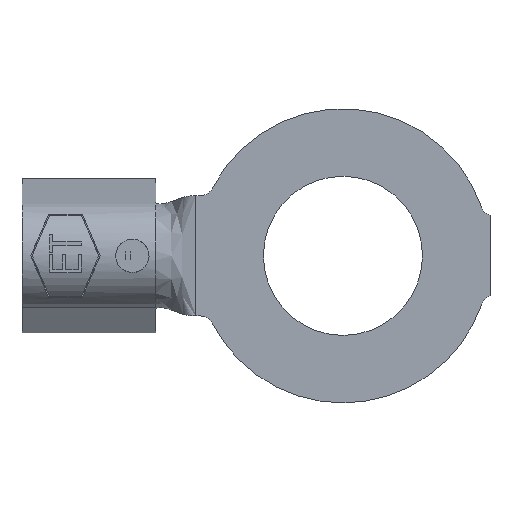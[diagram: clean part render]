
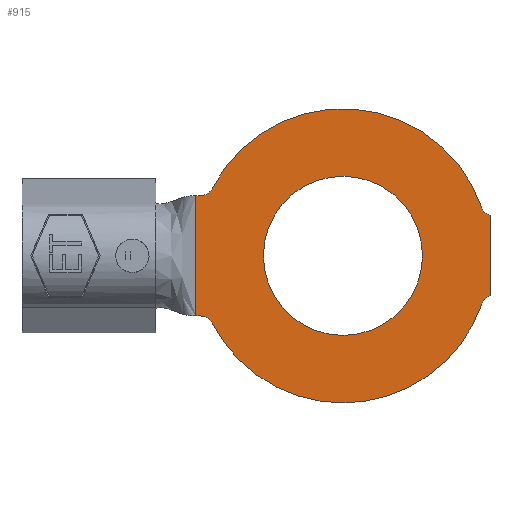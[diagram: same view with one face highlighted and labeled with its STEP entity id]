
A CAD part, front view. The second image highlights one B-rep face of the part: STEP entity #915.
In plain terms, the highlighted planar face has unit normal (0, -1, 0).
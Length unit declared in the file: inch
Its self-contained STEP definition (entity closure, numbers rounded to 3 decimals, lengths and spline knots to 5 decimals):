
#18 = DIRECTION ( 'NONE',  ( 0., 1., 0. ) ) ;
#54 = EDGE_LOOP ( 'NONE', ( #697, #750, #2840, #2091, #1940, #416, #3245, #2521, #213, #2334, #3473 ) ) ;
#107 = CIRCLE ( 'NONE', #1564, 0.11 ) ;
#109 = CARTESIAN_POINT ( 'NONE',  ( -0.10665, 0., -0.055 ) ) ;
#117 = EDGE_CURVE ( 'NONE', #1299, #1824, #2321, .T. ) ;
#141 = DIRECTION ( 'NONE',  ( 0., 0., 1. ) ) ;
#172 = VERTEX_POINT ( 'NONE', #439 ) ;
#213 = ORIENTED_EDGE ( 'NONE', *, *, #1555, .F. ) ;
#227 = VERTEX_POINT ( 'NONE', #1585 ) ;
#228 = CARTESIAN_POINT ( 'NONE',  ( -0.10665, 0., 0.055 ) ) ;
#237 = EDGE_CURVE ( 'NONE', #227, #1807, #1132, .T. ) ;
#293 = EDGE_CURVE ( 'NONE', #1983, #2287, #2369, .T. ) ;
#372 = CARTESIAN_POINT ( 'NONE',  ( 0.10389, 0., 0.03614 ) ) ;
#396 = DIRECTION ( 'NONE',  ( 0., 0., 1. ) ) ;
#402 = AXIS2_PLACEMENT_3D ( 'NONE', #3497, #1830, #141 ) ;
#416 = ORIENTED_EDGE ( 'NONE', *, *, #2270, .T. ) ;
#423 = CARTESIAN_POINT ( 'NONE',  ( 0., 0., 0. ) ) ;
#439 = CARTESIAN_POINT ( 'NONE',  ( 0., 0., 0.0595 ) ) ;
#511 = DIRECTION ( 'NONE',  ( 0., 0., 1. ) ) ;
#515 = FACE_BOUND ( 'NONE', #2758, .T. ) ;
#530 = CARTESIAN_POINT ( 'NONE',  ( -0.09777, 0., 0.05042 ) ) ;
#697 = ORIENTED_EDGE ( 'NONE', *, *, #1542, .F. ) ;
#703 = DIRECTION ( 'NONE',  ( 0., 0., 1. ) ) ;
#723 = CARTESIAN_POINT ( 'NONE',  ( -0.11, 0., 0.045 ) ) ;
#750 = ORIENTED_EDGE ( 'NONE', *, *, #237, .T. ) ;
#788 = DIRECTION ( 'NONE',  ( 0., 1., 0. ) ) ;
#803 = EDGE_CURVE ( 'NONE', #1299, #1807, #1618, .T. ) ;
#806 = CARTESIAN_POINT ( 'NONE',  ( 0., 0., 0. ) ) ;
#822 = DIRECTION ( 'NONE',  ( 1., 0., 0. ) ) ;
#831 = DIRECTION ( 'NONE',  ( 0., 1., 0. ) ) ;
#844 = DIRECTION ( 'NONE',  ( 0., 0., 1. ) ) ;
#850 = CARTESIAN_POINT ( 'NONE',  ( -0.10037, 0., -0.045 ) ) ;
#872 = VECTOR ( 'NONE', #1887, 39.37008 ) ;
#873 = DIRECTION ( 'NONE',  ( 0., 0., 1. ) ) ;
#915 = ADVANCED_FACE ( 'NONE', ( #515, #1831 ), #2242, .F. ) ;
#919 = CARTESIAN_POINT ( 'NONE',  ( -0.11, 0., -0.045 ) ) ;
#1028 = CARTESIAN_POINT ( 'NONE',  ( 0.11334, 0., -0.03943 ) ) ;
#1086 = DIRECTION ( 'NONE',  ( 0., 0., 1. ) ) ;
#1132 = CIRCLE ( 'NONE', #1155, 0.01 ) ;
#1155 = AXIS2_PLACEMENT_3D ( 'NONE', #1028, #3001, #1311 ) ;
#1278 = CARTESIAN_POINT ( 'NONE',  ( 0.11, 0., 0.03 ) ) ;
#1293 = CIRCLE ( 'NONE', #1304, 0.01 ) ;
#1299 = VERTEX_POINT ( 'NONE', #1278 ) ;
#1300 = LINE ( 'NONE', #2511, #2717 ) ;
#1304 = AXIS2_PLACEMENT_3D ( 'NONE', #109, #2081, #396 ) ;
#1311 = DIRECTION ( 'NONE',  ( 0., 0., 1. ) ) ;
#1316 = ORIENTED_EDGE ( 'NONE', *, *, #1941, .T. ) ;
#1317 = VERTEX_POINT ( 'NONE', #723 ) ;
#1345 = CARTESIAN_POINT ( 'NONE',  ( -0.09777, 0., -0.05042 ) ) ;
#1483 = VECTOR ( 'NONE', #2256, 39.37008 ) ;
#1501 = VERTEX_POINT ( 'NONE', #2236 ) ;
#1520 = VERTEX_POINT ( 'NONE', #1976 ) ;
#1542 = EDGE_CURVE ( 'NONE', #227, #1983, #2977, .T. ) ;
#1545 = AXIS2_PLACEMENT_3D ( 'NONE', #806, #2786, #1086 ) ;
#1555 = EDGE_CURVE ( 'NONE', #1501, #3283, #2227, .T. ) ;
#1564 = AXIS2_PLACEMENT_3D ( 'NONE', #2523, #831, #2809 ) ;
#1585 = CARTESIAN_POINT ( 'NONE',  ( 0.10389, 0., -0.03614 ) ) ;
#1608 = AXIS2_PLACEMENT_3D ( 'NONE', #423, #2393, #703 ) ;
#1618 = LINE ( 'NONE', #3550, #872 ) ;
#1634 = EDGE_CURVE ( 'NONE', #1317, #2496, #1300, .T. ) ;
#1701 = CARTESIAN_POINT ( 'NONE',  ( 0., 0., 0. ) ) ;
#1770 = CARTESIAN_POINT ( 'NONE',  ( 0.11, 0., -0.03 ) ) ;
#1807 = VERTEX_POINT ( 'NONE', #1770 ) ;
#1824 = VERTEX_POINT ( 'NONE', #372 ) ;
#1830 = DIRECTION ( 'NONE',  ( 0., 1., 0. ) ) ;
#1831 = FACE_OUTER_BOUND ( 'NONE', #54, .T. ) ;
#1887 = DIRECTION ( 'NONE',  ( 0., 0., -1. ) ) ;
#1940 = ORIENTED_EDGE ( 'NONE', *, *, #2362, .F. ) ;
#1941 = EDGE_CURVE ( 'NONE', #172, #1520, #3314, .T. ) ;
#1963 = CARTESIAN_POINT ( 'NONE',  ( 0., 0., 0. ) ) ;
#1976 = CARTESIAN_POINT ( 'NONE',  ( 0., 0., -0.0595 ) ) ;
#1983 = VERTEX_POINT ( 'NONE', #2146 ) ;
#1984 = DIRECTION ( 'NONE',  ( 0., 0., 1. ) ) ;
#1990 = CARTESIAN_POINT ( 'NONE',  ( -0.11, 0., -0.045 ) ) ;
#2056 = ORIENTED_EDGE ( 'NONE', *, *, #3078, .T. ) ;
#2081 = DIRECTION ( 'NONE',  ( 0., 1., 0. ) ) ;
#2091 = ORIENTED_EDGE ( 'NONE', *, *, #117, .T. ) ;
#2146 = CARTESIAN_POINT ( 'NONE',  ( 0., 0., -0.11 ) ) ;
#2192 = DIRECTION ( 'NONE',  ( 0., 1., 0. ) ) ;
#2227 = LINE ( 'NONE', #850, #1483 ) ;
#2236 = CARTESIAN_POINT ( 'NONE',  ( -0.10665, 0., -0.045 ) ) ;
#2242 = PLANE ( 'NONE',  #2461 ) ;
#2256 = DIRECTION ( 'NONE',  ( -1., 0., 0. ) ) ;
#2270 = EDGE_CURVE ( 'NONE', #3556, #2496, #3016, .T. ) ;
#2287 = VERTEX_POINT ( 'NONE', #1345 ) ;
#2321 = CIRCLE ( 'NONE', #402, 0.01 ) ;
#2334 = ORIENTED_EDGE ( 'NONE', *, *, #2610, .T. ) ;
#2362 = EDGE_CURVE ( 'NONE', #3556, #1824, #107, .T. ) ;
#2369 = CIRCLE ( 'NONE', #3048, 0.11 ) ;
#2393 = DIRECTION ( 'NONE',  ( 0., 1., 0. ) ) ;
#2461 = AXIS2_PLACEMENT_3D ( 'NONE', #1963, #2531, #844 ) ;
#2479 = CARTESIAN_POINT ( 'NONE',  ( 0., 0., 0. ) ) ;
#2496 = VERTEX_POINT ( 'NONE', #3140 ) ;
#2511 = CARTESIAN_POINT ( 'NONE',  ( -0.10037, 0., 0.045 ) ) ;
#2521 = ORIENTED_EDGE ( 'NONE', *, *, #3171, .F. ) ;
#2523 = CARTESIAN_POINT ( 'NONE',  ( 0., 0., 0. ) ) ;
#2529 = VECTOR ( 'NONE', #873, 39.37008 ) ;
#2531 = DIRECTION ( 'NONE',  ( 0., 1., 0. ) ) ;
#2610 = EDGE_CURVE ( 'NONE', #1501, #2287, #1293, .T. ) ;
#2717 = VECTOR ( 'NONE', #822, 39.37008 ) ;
#2758 = EDGE_LOOP ( 'NONE', ( #1316, #2056 ) ) ;
#2760 = DIRECTION ( 'NONE',  ( 0., 0., 1. ) ) ;
#2786 = DIRECTION ( 'NONE',  ( 0., 1., 0. ) ) ;
#2809 = DIRECTION ( 'NONE',  ( 0., 0., 1. ) ) ;
#2840 = ORIENTED_EDGE ( 'NONE', *, *, #803, .F. ) ;
#2876 = CIRCLE ( 'NONE', #1545, 0.0595 ) ;
#2977 = CIRCLE ( 'NONE', #3076, 0.11 ) ;
#3001 = DIRECTION ( 'NONE',  ( 0., 1., 0. ) ) ;
#3016 = CIRCLE ( 'NONE', #3500, 0.01 ) ;
#3048 = AXIS2_PLACEMENT_3D ( 'NONE', #2479, #788, #2760 ) ;
#3076 = AXIS2_PLACEMENT_3D ( 'NONE', #1701, #18, #1984 ) ;
#3078 = EDGE_CURVE ( 'NONE', #1520, #172, #2876, .T. ) ;
#3140 = CARTESIAN_POINT ( 'NONE',  ( -0.10665, 0., 0.045 ) ) ;
#3171 = EDGE_CURVE ( 'NONE', #3283, #1317, #3261, .T. ) ;
#3245 = ORIENTED_EDGE ( 'NONE', *, *, #1634, .F. ) ;
#3261 = LINE ( 'NONE', #1990, #2529 ) ;
#3283 = VERTEX_POINT ( 'NONE', #919 ) ;
#3314 = CIRCLE ( 'NONE', #1608, 0.0595 ) ;
#3473 = ORIENTED_EDGE ( 'NONE', *, *, #293, .F. ) ;
#3497 = CARTESIAN_POINT ( 'NONE',  ( 0.11334, 0., 0.03943 ) ) ;
#3500 = AXIS2_PLACEMENT_3D ( 'NONE', #228, #2192, #511 ) ;
#3550 = CARTESIAN_POINT ( 'NONE',  ( 0.11, 0., -0.03 ) ) ;
#3556 = VERTEX_POINT ( 'NONE', #530 ) ;
